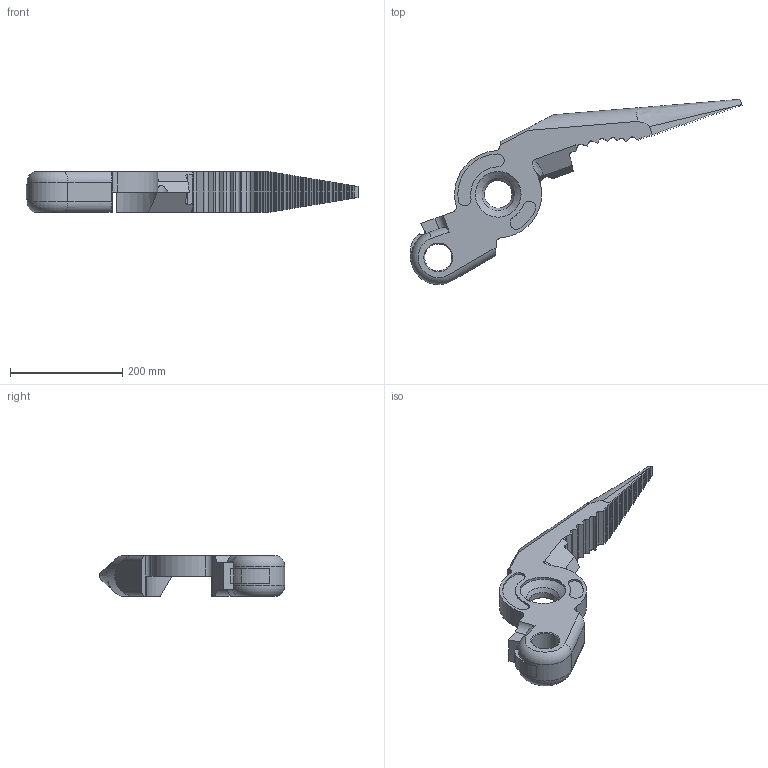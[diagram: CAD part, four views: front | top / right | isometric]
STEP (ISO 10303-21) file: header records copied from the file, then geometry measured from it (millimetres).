
FILE_DESCRIPTION(/* description */ (''),/* implementation_level */ '2;1');
FILE_NAME(/* name */ 'mt jaw half finish-mach-bup',/* time_stamp */ '1999-06-17T17:19:38-04:00',/* author */ ('PC User'),/* organization */ ('3D/EYE, Inc.'),/* preprocessor_version */ 'ST-DEVELOPER 1.6',/* originating_system */ 'IronCAD2.0',/* authorisation */ '');
FILE_SCHEMA (('CONFIG_CONTROL_DESIGN'));
Length unit declared in the file: millimetre
Products named in the file (1): 1
Bounding box: 590.34 x 329.37 x 72.9 mm (x, y, z)
Volume: 2550072.3 mm3; surface area: 205092.2 mm2
Topology: 1 solids, 1 shells, 169 faces, 488 edges, 324 vertices
Faces by surface type: plane 118, cylinder 42, cone 5, torus 2, bspline 2
Full cylindrical faces by diameter (mm): 48.258 x1, 49.274 x1, 81.277 x1, 101.596 x1
Entity records: 6118 total; most frequent: CARTESIAN_POINT 1295, ORIENTED_EDGE 950, DIRECTION 738, INTERSECTION_CURVE 475, EDGE_CURVE 475, LINE 354, VECTOR 354, VERTEX_POINT 320
